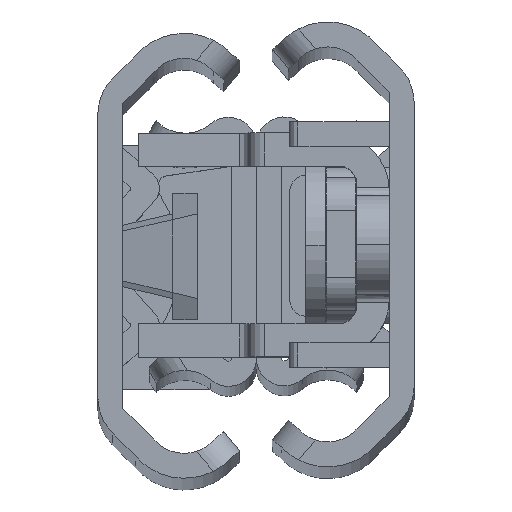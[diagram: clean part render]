
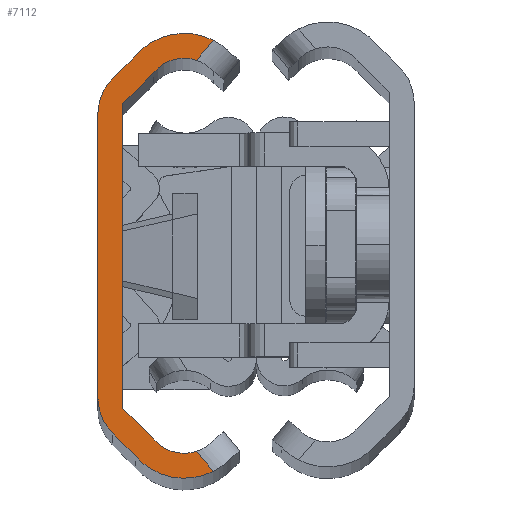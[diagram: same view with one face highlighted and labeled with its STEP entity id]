
A CAD part, top view. The second image highlights one B-rep face of the part: STEP entity #7112.
In plain terms, the highlighted planar face has unit normal (0, 0, 1).
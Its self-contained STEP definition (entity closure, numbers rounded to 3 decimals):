
#11 = VERTEX_POINT ( 'NONE', #6896 ) ;
#12 = DIRECTION ( 'NONE',  ( 1., 0., 0. ) ) ;
#75 = AXIS2_PLACEMENT_3D ( 'NONE', #10364, #9200, #9079 ) ;
#499 = CARTESIAN_POINT ( 'NONE',  ( -0.621, -10.669, 0. ) ) ;
#679 = CARTESIAN_POINT ( 'NONE',  ( 4.446, -11.78, 0. ) ) ;
#837 = AXIS2_PLACEMENT_3D ( 'NONE', #10272, #3098, #7256 ) ;
#866 = DIRECTION ( 'NONE',  ( 0.643, 0.766, 0. ) ) ;
#986 = AXIS2_PLACEMENT_3D ( 'NONE', #7978, #5099, #4911 ) ;
#1614 = AXIS2_PLACEMENT_3D ( 'NONE', #8814, #7727, #10660 ) ;
#1666 = ORIENTED_EDGE ( 'NONE', *, *, #2763, .T. ) ;
#2192 = CARTESIAN_POINT ( 'NONE',  ( -1.5, -8.548, 0. ) ) ;
#2390 = VERTEX_POINT ( 'NONE', #5467 ) ;
#2470 = VECTOR ( 'NONE', #6546, 1000. ) ;
#2631 = VERTEX_POINT ( 'NONE', #4725 ) ;
#2763 = EDGE_CURVE ( 'NONE', #13298, #5127, #6216, .T. ) ;
#2992 = EDGE_CURVE ( 'NONE', #5127, #5640, #9464, .T. ) ;
#2996 = VECTOR ( 'NONE', #9103, 1000. ) ;
#3058 = ORIENTED_EDGE ( 'NONE', *, *, #4554, .T. ) ;
#3098 = DIRECTION ( 'NONE',  ( 0., 0., -1. ) ) ;
#3135 = VERTEX_POINT ( 'NONE', #6588 ) ;
#3143 = CARTESIAN_POINT ( 'NONE',  ( 1.5, -8.548, 0. ) ) ;
#3271 = EDGE_CURVE ( 'NONE', #5120, #11, #6659, .T. ) ;
#3295 = LINE ( 'NONE', #9230, #12935 ) ;
#3322 = ORIENTED_EDGE ( 'NONE', *, *, #12882, .T. ) ;
#3511 = VERTEX_POINT ( 'NONE', #11628 ) ;
#3535 = ORIENTED_EDGE ( 'NONE', *, *, #2992, .T. ) ;
#3846 = EDGE_CURVE ( 'NONE', #3511, #4650, #6624, .T. ) ;
#3892 = VECTOR ( 'NONE', #11684, 1000. ) ;
#3911 = CARTESIAN_POINT ( 'NONE',  ( 3.7, 9.52, 0. ) ) ;
#4006 = CARTESIAN_POINT ( 'NONE',  ( 1.5, 8.548, 0. ) ) ;
#4130 = CARTESIAN_POINT ( 'NONE',  ( -0.621, 10.669, 0. ) ) ;
#4147 = VERTEX_POINT ( 'NONE', #12291 ) ;
#4185 = LINE ( 'NONE', #4130, #7994 ) ;
#4211 = AXIS2_PLACEMENT_3D ( 'NONE', #3911, #9146, #12 ) ;
#4262 = DIRECTION ( 'NONE',  ( 0., -1., 0. ) ) ;
#4444 = CARTESIAN_POINT ( 'NONE',  ( 0.752, -12.042, 0. ) ) ;
#4554 = EDGE_CURVE ( 'NONE', #9819, #8973, #10616, .T. ) ;
#4650 = VERTEX_POINT ( 'NONE', #8488 ) ;
#4725 = CARTESIAN_POINT ( 'NONE',  ( 1.859, -11.028, 0. ) ) ;
#4883 = AXIS2_PLACEMENT_3D ( 'NONE', #3143, #5195, #8319 ) ;
#4911 = DIRECTION ( 'NONE',  ( 1., 0., 0. ) ) ;
#4998 = EDGE_CURVE ( 'NONE', #11, #13298, #3295, .T. ) ;
#5075 = CARTESIAN_POINT ( 'NONE',  ( -6.78, -1.6, 0. ) ) ;
#5099 = DIRECTION ( 'NONE',  ( 0., 0., 1. ) ) ;
#5106 = EDGE_CURVE ( 'NONE', #8973, #2631, #11415, .T. ) ;
#5120 = VERTEX_POINT ( 'NONE', #7802 ) ;
#5127 = VERTEX_POINT ( 'NONE', #499 ) ;
#5195 = DIRECTION ( 'NONE',  ( 0., 0., 1. ) ) ;
#5413 = ORIENTED_EDGE ( 'NONE', *, *, #11966, .T. ) ;
#5467 = CARTESIAN_POINT ( 'NONE',  ( 4.446, 11.78, 0. ) ) ;
#5640 = VERTEX_POINT ( 'NONE', #4444 ) ;
#5941 = CIRCLE ( 'NONE', #75, 3.88 ) ;
#6216 = CIRCLE ( 'NONE', #986, 3. ) ;
#6326 = CARTESIAN_POINT ( 'NONE',  ( -0.621, -10.669, 0. ) ) ;
#6376 = ORIENTED_EDGE ( 'NONE', *, *, #3846, .T. ) ;
#6546 = DIRECTION ( 'NONE',  ( 0., 1., 0. ) ) ;
#6560 = CARTESIAN_POINT ( 'NONE',  ( 5.454, -12.981, 0. ) ) ;
#6588 = CARTESIAN_POINT ( 'NONE',  ( 5.454, 12.981, 0. ) ) ;
#6624 = LINE ( 'NONE', #10863, #3892 ) ;
#6646 = ORIENTED_EDGE ( 'NONE', *, *, #3271, .T. ) ;
#6659 = CIRCLE ( 'NONE', #12322, 3. ) ;
#6896 = CARTESIAN_POINT ( 'NONE',  ( -1.5, 8.548, 0. ) ) ;
#7112 = ADVANCED_FACE ( 'NONE', ( #9285 ), #8065, .T. ) ;
#7256 = DIRECTION ( 'NONE',  ( 1., 0., 0. ) ) ;
#7257 = EDGE_CURVE ( 'NONE', #10590, #3511, #7434, .T. ) ;
#7434 = LINE ( 'NONE', #8464, #2470 ) ;
#7476 = EDGE_CURVE ( 'NONE', #5640, #9819, #5941, .T. ) ;
#7604 = EDGE_CURVE ( 'NONE', #3135, #4147, #7902, .T. ) ;
#7727 = DIRECTION ( 'NONE',  ( 0., 0., -1. ) ) ;
#7802 = CARTESIAN_POINT ( 'NONE',  ( -0.621, 10.669, 0. ) ) ;
#7902 = CIRCLE ( 'NONE', #4211, 3.88 ) ;
#7960 = DIRECTION ( 'NONE',  ( 1., 0., 0. ) ) ;
#7978 = CARTESIAN_POINT ( 'NONE',  ( 1.5, -8.548, 0. ) ) ;
#7994 = VECTOR ( 'NONE', #13265, 1000. ) ;
#8065 = PLANE ( 'NONE',  #4883 ) ;
#8200 = ORIENTED_EDGE ( 'NONE', *, *, #7476, .T. ) ;
#8319 = DIRECTION ( 'NONE',  ( 1., 0., 0. ) ) ;
#8464 = CARTESIAN_POINT ( 'NONE',  ( 0., 9.169, 0. ) ) ;
#8488 = CARTESIAN_POINT ( 'NONE',  ( 1.859, 11.028, 0. ) ) ;
#8796 = ORIENTED_EDGE ( 'NONE', *, *, #12756, .T. ) ;
#8814 = CARTESIAN_POINT ( 'NONE',  ( 3.7, -9.52, 0. ) ) ;
#8923 = DIRECTION ( 'NONE',  ( 0., 0., 1. ) ) ;
#8973 = VERTEX_POINT ( 'NONE', #679 ) ;
#9079 = DIRECTION ( 'NONE',  ( 1., 0., 0. ) ) ;
#9103 = DIRECTION ( 'NONE',  ( -0.707, 0.707, 0. ) ) ;
#9146 = DIRECTION ( 'NONE',  ( 0., 0., 1. ) ) ;
#9161 = ORIENTED_EDGE ( 'NONE', *, *, #7257, .T. ) ;
#9200 = DIRECTION ( 'NONE',  ( 0., 0., 1. ) ) ;
#9230 = CARTESIAN_POINT ( 'NONE',  ( -1.5, -8.548, 0. ) ) ;
#9240 = LINE ( 'NONE', #5075, #11726 ) ;
#9285 = FACE_OUTER_BOUND ( 'NONE', #13368, .T. ) ;
#9292 = LINE ( 'NONE', #10195, #2996 ) ;
#9422 = ORIENTED_EDGE ( 'NONE', *, *, #13263, .T. ) ;
#9449 = CARTESIAN_POINT ( 'NONE',  ( 1.638, -8.432, 0. ) ) ;
#9464 = LINE ( 'NONE', #6326, #13405 ) ;
#9584 = DIRECTION ( 'NONE',  ( -0.643, 0.766, 0. ) ) ;
#9819 = VERTEX_POINT ( 'NONE', #6560 ) ;
#10195 = CARTESIAN_POINT ( 'NONE',  ( 1.859, -11.028, 0. ) ) ;
#10272 = CARTESIAN_POINT ( 'NONE',  ( 3.7, 9.52, 0. ) ) ;
#10364 = CARTESIAN_POINT ( 'NONE',  ( 3.7, -9.52, 0. ) ) ;
#10590 = VERTEX_POINT ( 'NONE', #12415 ) ;
#10616 = LINE ( 'NONE', #9449, #11257 ) ;
#10660 = DIRECTION ( 'NONE',  ( 1., 0., 0. ) ) ;
#10863 = CARTESIAN_POINT ( 'NONE',  ( 1.859, 11.028, 0. ) ) ;
#11257 = VECTOR ( 'NONE', #9584, 1000. ) ;
#11415 = CIRCLE ( 'NONE', #1614, 2.38 ) ;
#11474 = ORIENTED_EDGE ( 'NONE', *, *, #4998, .T. ) ;
#11515 = DIRECTION ( 'NONE',  ( 0.707, -0.707, 0. ) ) ;
#11628 = CARTESIAN_POINT ( 'NONE',  ( 0., 9.169, 0. ) ) ;
#11684 = DIRECTION ( 'NONE',  ( 0.707, 0.707, 0. ) ) ;
#11726 = VECTOR ( 'NONE', #866, 1000. ) ;
#11966 = EDGE_CURVE ( 'NONE', #2631, #10590, #9292, .T. ) ;
#12291 = CARTESIAN_POINT ( 'NONE',  ( 0.752, 12.042, 0. ) ) ;
#12322 = AXIS2_PLACEMENT_3D ( 'NONE', #4006, #8923, #7960 ) ;
#12355 = ORIENTED_EDGE ( 'NONE', *, *, #7604, .T. ) ;
#12415 = CARTESIAN_POINT ( 'NONE',  ( 0., -9.169, 0. ) ) ;
#12586 = CIRCLE ( 'NONE', #837, 2.38 ) ;
#12756 = EDGE_CURVE ( 'NONE', #2390, #3135, #9240, .T. ) ;
#12882 = EDGE_CURVE ( 'NONE', #4650, #2390, #12586, .T. ) ;
#12935 = VECTOR ( 'NONE', #4262, 1000. ) ;
#13263 = EDGE_CURVE ( 'NONE', #4147, #5120, #4185, .T. ) ;
#13265 = DIRECTION ( 'NONE',  ( -0.707, -0.707, 0. ) ) ;
#13298 = VERTEX_POINT ( 'NONE', #2192 ) ;
#13368 = EDGE_LOOP ( 'NONE', ( #8200, #3058, #13444, #5413, #9161, #6376, #3322, #8796, #12355, #9422, #6646, #11474, #1666, #3535 ) ) ;
#13405 = VECTOR ( 'NONE', #11515, 1000. ) ;
#13444 = ORIENTED_EDGE ( 'NONE', *, *, #5106, .T. ) ;
